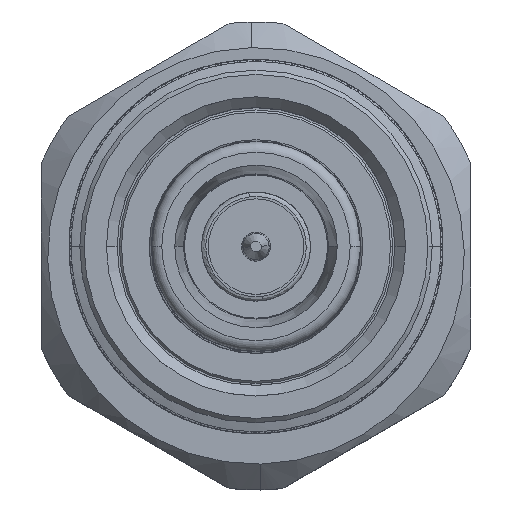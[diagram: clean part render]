
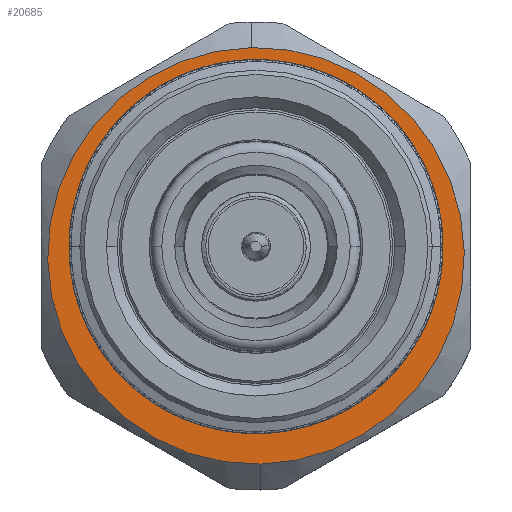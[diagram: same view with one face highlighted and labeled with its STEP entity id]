
A CAD part, top view. The second image highlights one B-rep face of the part: STEP entity #20685.
In plain terms, the highlighted face is planar.
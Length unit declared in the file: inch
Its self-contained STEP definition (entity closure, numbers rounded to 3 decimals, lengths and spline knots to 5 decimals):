
#859 = EDGE_CURVE ( 'NONE', #9756, #23285, #51440, .T. ) ;
#880 = EDGE_LOOP ( 'NONE', ( #25861, #2119 ) ) ;
#1056 = EDGE_LOOP ( 'NONE', ( #35768, #14824 ) ) ;
#2119 = ORIENTED_EDGE ( 'NONE', *, *, #26530, .F. ) ;
#3286 = CIRCLE ( 'NONE', #18810, 0.32677 ) ;
#4231 = CARTESIAN_POINT ( 'NONE',  ( 0., -0.66929, 0.32677 ) ) ;
#4701 = DIRECTION ( 'NONE',  ( 0., 1., 0. ) ) ;
#5278 = DIRECTION ( 'NONE',  ( 0., 1., 0. ) ) ;
#9061 = FACE_OUTER_BOUND ( 'NONE', #880, .T. ) ;
#9479 = CARTESIAN_POINT ( 'NONE',  ( 0., -0.66929, 0. ) ) ;
#9756 = VERTEX_POINT ( 'NONE', #36959 ) ;
#10042 = AXIS2_PLACEMENT_3D ( 'NONE', #9479, #16768, #25423 ) ;
#13597 = CARTESIAN_POINT ( 'NONE',  ( 0., -0.66929, -0.38386 ) ) ;
#13744 = CARTESIAN_POINT ( 'NONE',  ( 0., -0.66929, 0. ) ) ;
#14268 = DIRECTION ( 'NONE',  ( 0., 0., -1. ) ) ;
#14824 = ORIENTED_EDGE ( 'NONE', *, *, #34833, .F. ) ;
#15944 = VERTEX_POINT ( 'NONE', #13597 ) ;
#16089 = VERTEX_POINT ( 'NONE', #40303 ) ;
#16768 = DIRECTION ( 'NONE',  ( 0., -1., 0. ) ) ;
#17166 = FACE_BOUND ( 'NONE', #1056, .T. ) ;
#18810 = AXIS2_PLACEMENT_3D ( 'NONE', #13744, #39647, #14268 ) ;
#19090 = AXIS2_PLACEMENT_3D ( 'NONE', #42277, #5278, #28793 ) ;
#20576 = DIRECTION ( 'NONE',  ( 0., 0., 1. ) ) ;
#20685 = ADVANCED_FACE ( 'NONE', ( #17166, #9061 ), #25542, .F. ) ;
#20850 = EDGE_CURVE ( 'NONE', #16089, #15944, #25192, .T. ) ;
#23285 = VERTEX_POINT ( 'NONE', #4231 ) ;
#25192 = CIRCLE ( 'NONE', #41578, 0.38386 ) ;
#25423 = DIRECTION ( 'NONE',  ( 0., 0., -1. ) ) ;
#25542 = PLANE ( 'NONE',  #19090 ) ;
#25861 = ORIENTED_EDGE ( 'NONE', *, *, #20850, .F. ) ;
#26530 = EDGE_CURVE ( 'NONE', #15944, #16089, #32367, .T. ) ;
#28199 = DIRECTION ( 'NONE',  ( 0., 0., 1. ) ) ;
#28793 = DIRECTION ( 'NONE',  ( 1., 0., 0. ) ) ;
#32367 = CIRCLE ( 'NONE', #46148, 0.38386 ) ;
#32470 = CARTESIAN_POINT ( 'NONE',  ( 0., -0.66929, 0. ) ) ;
#34833 = EDGE_CURVE ( 'NONE', #23285, #9756, #3286, .T. ) ;
#35768 = ORIENTED_EDGE ( 'NONE', *, *, #859, .F. ) ;
#36959 = CARTESIAN_POINT ( 'NONE',  ( 0., -0.66929, -0.32677 ) ) ;
#39647 = DIRECTION ( 'NONE',  ( 0., -1., 0. ) ) ;
#40303 = CARTESIAN_POINT ( 'NONE',  ( 0., -0.66929, 0.38386 ) ) ;
#41578 = AXIS2_PLACEMENT_3D ( 'NONE', #32470, #48918, #20576 ) ;
#41687 = CARTESIAN_POINT ( 'NONE',  ( 0., -0.66929, 0. ) ) ;
#42277 = CARTESIAN_POINT ( 'NONE',  ( 0., -0.66929, 0. ) ) ;
#46148 = AXIS2_PLACEMENT_3D ( 'NONE', #41687, #4701, #28199 ) ;
#48918 = DIRECTION ( 'NONE',  ( 0., 1., 0. ) ) ;
#51440 = CIRCLE ( 'NONE', #10042, 0.32677 ) ;
